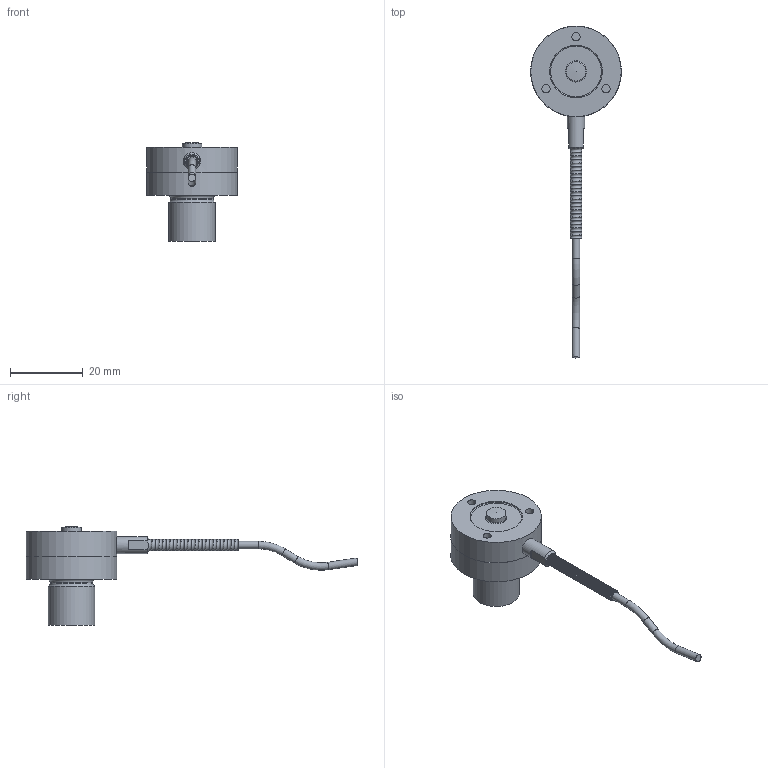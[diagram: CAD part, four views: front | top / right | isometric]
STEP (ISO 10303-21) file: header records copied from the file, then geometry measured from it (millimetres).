
FILE_DESCRIPTION((''),'2;1');
FILE_NAME('LLB355.stp','2010-11-11T15:51:04',('thomasl'),(''),'Autodesk Inventor 2008','Autodesk Inventor 2008','');
FILE_SCHEMA(('AUTOMOTIVE_DESIGN { 1 0 10303 214 1 1 1 1 }'));
Length unit declared in the file: inch
Products named in the file (2): LLB355; ~PART1
Assembly tree (1 placements, depth 2):
  LLB355
    ~PART1
Bounding box: 25.02 x 91.37 x 27.18 mm (x, y, z)
Volume: 8155.3 mm3; surface area: 4243.2 mm2
Topology: 1 solids, 9 shells, 152 faces, 338 edges, 200 vertices
Faces by surface type: bspline 80, plane 37, cylinder 28, torus 3, cone 3, sphere 1
Full cylindrical faces by diameter (mm): 1.943 x1, 2.06 x3, 2.083 x1, 2.261 x3, 2.794 x1, 3.023 x6, 3.048 x1, 3.175 x1, 4.699 x1, 5.334 x1, 11.684 x1, 12.7 x1, 14.478 x1, 15.748 x1, 16.002 x1, 24.892 x1, 25.019 x1
Entity records: 8963 total; most frequent: CARTESIAN_POINT 6424, DIRECTION 482, ORIENTED_EDGE 392, EDGE_LOOP 282, AXIS2_PLACEMENT_3D 225, EDGE_CURVE 196, VERTEX_POINT 172, FACE_OUTER_BOUND 152
